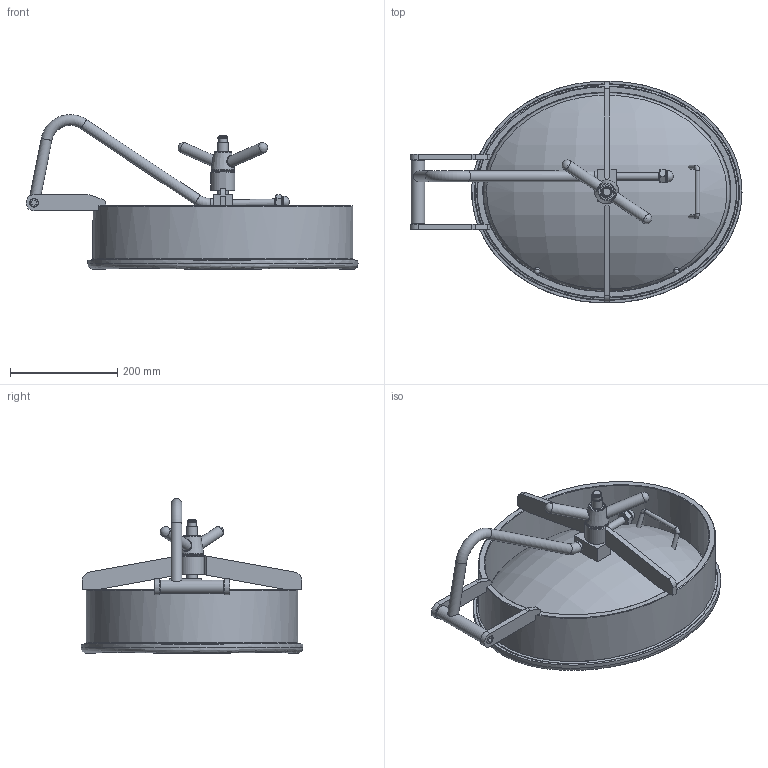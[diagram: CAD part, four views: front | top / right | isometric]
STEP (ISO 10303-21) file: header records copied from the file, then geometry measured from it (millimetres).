
FILE_DESCRIPTION(/* description */ ('Unknown'),/* implementation_level */ '2;1');
FILE_NAME(/* name */ 'FA07E4221 MOD 200 PES int_est rev 02',/* time_stamp */ '2016-07-01T16:25:23+02:00',/* author */ ('Unknown'),/* organization */ ('Unknown'),/* preprocessor_version */ 'ST-DEVELOPER v16',/* originating_system */ 'DEX',/* authorisation */ $);
FILE_SCHEMA (('AUTOMOTIVE_DESIGN {1 0 10303 214 3 1 1}'));
Length unit declared in the file: millimetre
Products named in the file (24): FA07E4221 MOD 200 PES int_est rev 02; 7TA0721 rev 01; 8AP14 rev 01; 81105 rev 03; 7CA0720 rev 02; 8AS113 rev 01; 97303; 92026 rev 03; 82072 rev 02; 9645 assieme; 97286 rev 01; 71081 rev 03; 97211 rev 01; 8P160 rev 07; 95212; 71052; 82046; 97290 rev 03; 94044 rev 01; 94044 CORPO rev 01; 94044 BOCC. OTT. M20; 97062; 95424; 95020
Assembly tree (27 placements, depth 3):
  FA07E4221 MOD 200 PES int_est rev 02
    7TA0721 rev 01
      8AP14 rev 01
      81105 rev 03  x2
    7CA0720 rev 02
      8AS113 rev 01
      97303  x2
      92026 rev 03
      82072 rev 02
    9645 assieme
    97286 rev 01
    71081 rev 03
      97211 rev 01
      8P160 rev 07  x2
    95212
    71052
      82046
      97290 rev 03
    94044 rev 01
      94044 CORPO rev 01
      94044 BOCC. OTT. M20
    97062
    95424
    95020  x2
Bounding box: 619 x 413.9 x 288.43 mm (x, y, z)
Volume: 3745128.5 mm3; surface area: 1007360.9 mm2
Topology: 22 solids, 22 shells, 257 faces, 558 edges, 353 vertices
Faces by surface type: plane 114, cylinder 60, cone 39, bspline 29, torus 11, sphere 4
Full cylindrical faces by diameter (mm): 1.7 x2, 8 x3, 8.917 x2, 10 x4, 12.376 x1, 14 x2, 14.5 x1, 15 x1, 16 x4, 16.5 x2, 17.294 x1, 20 x7, 20.5 x2, 21.5 x1, 23.499 x1, 23.5 x1, 25 x1, 44 x1, 45 x1
Entity records: 25788 total; most frequent: CARTESIAN_POINT 20580, DIRECTION 843, ORIENTED_EDGE 664, FACE_BOUND 355, EDGE_LOOP 351, AXIS2_PLACEMENT_3D 350, EDGE_CURVE 332, VERTEX_POINT 269
